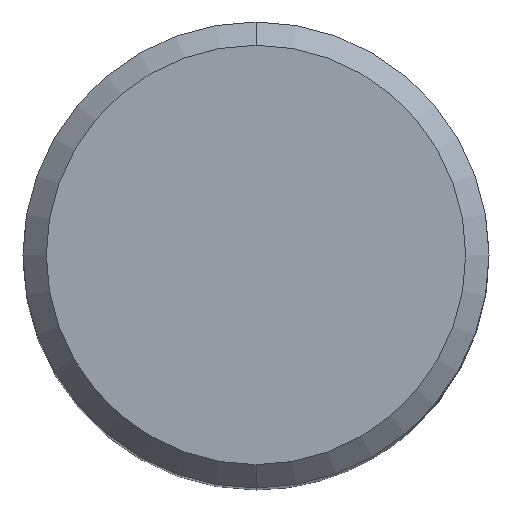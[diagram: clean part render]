
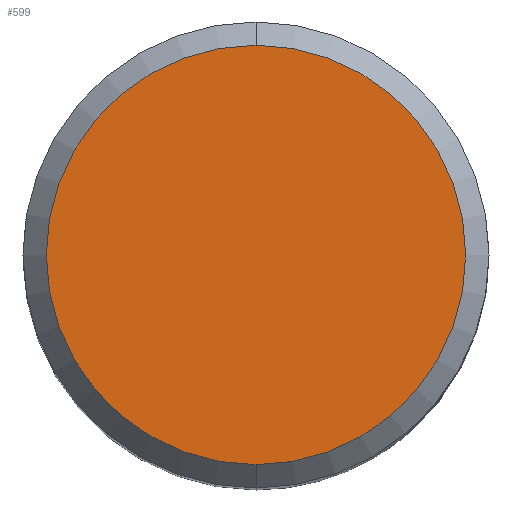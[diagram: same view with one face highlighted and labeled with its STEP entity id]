
A CAD part, top view. The second image highlights one B-rep face of the part: STEP entity #599.
In plain terms, the highlighted planar face has unit normal (0, 0, 1).
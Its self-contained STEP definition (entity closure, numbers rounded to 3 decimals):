
#491=EDGE_CURVE('',#741,#581,#1041,.T.);
#531=EDGE_CURVE('',#581,#741,#1085,.T.);
#581=VERTEX_POINT('',#1138);
#599=ADVANCED_FACE('',(#1157),#1158,.T.);
#741=VERTEX_POINT('',#1315);
#1041=CIRCLE('',#3489,9.0);
#1085=CIRCLE('',#3637,9.0);
#1138=CARTESIAN_POINT('',(0.0,9.0,0.0));
#1157=FACE_OUTER_BOUND('',#4747,.T.);
#1158=PLANE('',#4748);
#1315=CARTESIAN_POINT('',(0.,-9.0,0.0));
#3489=AXIS2_PLACEMENT_3D('',#5889,#5890,#5891);
#3637=AXIS2_PLACEMENT_3D('',#5937,#5938,#5939);
#4747=EDGE_LOOP('',(#5999,#6000));
#4748=AXIS2_PLACEMENT_3D('',#6001,#6002,#6003);
#5889=CARTESIAN_POINT('',(0.0,0.0,0.0));
#5890=DIRECTION('',(0.0,0.0,-1.0));
#5891=DIRECTION('',(0.0,1.0,0.0));
#5937=CARTESIAN_POINT('',(0.0,0.0,0.0));
#5938=DIRECTION('',(0.0,0.0,-1.0));
#5939=DIRECTION('',(0.0,1.0,0.0));
#5999=ORIENTED_EDGE('',*,*,#531,.F.);
#6000=ORIENTED_EDGE('',*,*,#491,.F.);
#6001=CARTESIAN_POINT('',(0.0,4.5,0.0));
#6002=DIRECTION('',(-0.0,0.0,1.0));
#6003=DIRECTION('',(0.0,-1.0,0.0));
